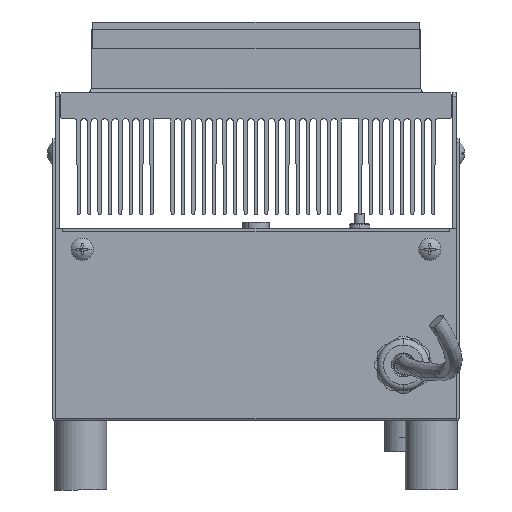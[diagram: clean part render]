
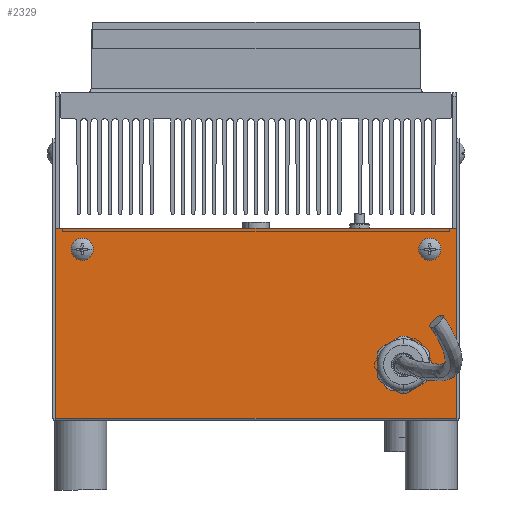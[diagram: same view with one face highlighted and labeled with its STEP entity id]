
A CAD part, left-side view. The second image highlights one B-rep face of the part: STEP entity #2329.
In plain terms, the highlighted planar face has unit normal (-1, 0, 0).
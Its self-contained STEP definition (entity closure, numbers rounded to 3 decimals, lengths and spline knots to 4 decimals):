
#95 = VERTEX_POINT ( 'NONE', #32335 ) ;
#592 = DIRECTION ( 'NONE',  ( 0., -1., 0. ) ) ;
#828 = LINE ( 'NONE', #21482, #32260 ) ;
#1679 = DIRECTION ( 'NONE',  ( 0., 0., -1. ) ) ;
#2329 = ADVANCED_FACE ( 'NONE', ( #52629, #2775, #51155, #38660 ), #60397, .F. ) ;
#2775 = FACE_BOUND ( 'NONE', #47606, .T. ) ;
#2908 = ORIENTED_EDGE ( 'NONE', *, *, #29390, .T. ) ;
#3047 = DIRECTION ( 'NONE',  ( 0., -1., 0. ) ) ;
#3145 = VECTOR ( 'NONE', #46081, 39.3701 ) ;
#3436 = EDGE_CURVE ( 'NONE', #44018, #43797, #19553, .T. ) ;
#3868 = CARTESIAN_POINT ( 'NONE',  ( -1.1752, -7.8152, 3.0333 ) ) ;
#4567 = VECTOR ( 'NONE', #592, 39.3701 ) ;
#5177 = EDGE_CURVE ( 'NONE', #48916, #55259, #7310, .T. ) ;
#5289 = CIRCLE ( 'NONE', #22777, 0.078 ) ;
#5339 = ORIENTED_EDGE ( 'NONE', *, *, #31971, .T. ) ;
#5820 = DIRECTION ( 'NONE',  ( 1., 0., 0. ) ) ;
#6183 = ORIENTED_EDGE ( 'NONE', *, *, #30904, .F. ) ;
#7310 = LINE ( 'NONE', #9003, #55691 ) ;
#7767 = CARTESIAN_POINT ( 'NONE',  ( -1.1752, -10.3152, 3.3917 ) ) ;
#8981 = DIRECTION ( 'NONE',  ( 1., 0., 0. ) ) ;
#9003 = CARTESIAN_POINT ( 'NONE',  ( -1.1752, -4.9352, 1.0083 ) ) ;
#9864 = CARTESIAN_POINT ( 'NONE',  ( -1.1752, -5.3152, 3.4697 ) ) ;
#10329 = CARTESIAN_POINT ( 'NONE',  ( -1.1752, -9.9352, 1.8083 ) ) ;
#11044 = VERTEX_POINT ( 'NONE', #28622 ) ;
#11075 = AXIS2_PLACEMENT_3D ( 'NONE', #3868, #8981, #41700 ) ;
#12545 = CARTESIAN_POINT ( 'NONE',  ( -1.1752, -10.6952, 3.7697 ) ) ;
#13490 = CARTESIAN_POINT ( 'NONE',  ( -1.1752, -5.3152, 3.3917 ) ) ;
#14546 = DIRECTION ( 'NONE',  ( 0., 0., -1. ) ) ;
#14997 = DIRECTION ( 'NONE',  ( 0., 0., 1. ) ) ;
#15254 = CIRCLE ( 'NONE', #39438, 0.078 ) ;
#15368 = VERTEX_POINT ( 'NONE', #44447 ) ;
#15601 = ORIENTED_EDGE ( 'NONE', *, *, #38659, .F. ) ;
#16000 = CIRCLE ( 'NONE', #41098, 0.078 ) ;
#17523 = DIRECTION ( 'NONE',  ( 1., 0., 0. ) ) ;
#17774 = EDGE_CURVE ( 'NONE', #43797, #44018, #15254, .T. ) ;
#18061 = ORIENTED_EDGE ( 'NONE', *, *, #5177, .T. ) ;
#19334 = ORIENTED_EDGE ( 'NONE', *, *, #58721, .T. ) ;
#19495 = ORIENTED_EDGE ( 'NONE', *, *, #26627, .F. ) ;
#19553 = CIRCLE ( 'NONE', #35758, 0.078 ) ;
#20399 = EDGE_LOOP ( 'NONE', ( #19334, #36236 ) ) ;
#21482 = CARTESIAN_POINT ( 'NONE',  ( -1.1752, -10.6952, 1.0383 ) ) ;
#22777 = AXIS2_PLACEMENT_3D ( 'NONE', #57818, #29701, #1679 ) ;
#24645 = DIRECTION ( 'NONE',  ( -1., 0., 0. ) ) ;
#24650 = VERTEX_POINT ( 'NONE', #49171 ) ;
#25710 = CIRCLE ( 'NONE', #54454, 0.3125 ) ;
#26562 = LINE ( 'NONE', #41357, #3145 ) ;
#26627 = EDGE_CURVE ( 'NONE', #95, #15368, #50541, .T. ) ;
#28622 = CARTESIAN_POINT ( 'NONE',  ( -1.1752, -10.6952, 1.0383 ) ) ;
#29390 = EDGE_CURVE ( 'NONE', #11044, #44956, #26562, .T. ) ;
#29480 = CARTESIAN_POINT ( 'NONE',  ( -1.1752, -4.9352, 1.0383 ) ) ;
#29701 = DIRECTION ( 'NONE',  ( 1., 0., 0. ) ) ;
#30904 = EDGE_CURVE ( 'NONE', #48916, #44956, #54416, .T. ) ;
#31971 = EDGE_CURVE ( 'NONE', #55259, #11044, #828, .T. ) ;
#32260 = VECTOR ( 'NONE', #3047, 39.3701 ) ;
#32335 = CARTESIAN_POINT ( 'NONE',  ( -1.1752, -9.9352, 1.4958 ) ) ;
#33851 = CARTESIAN_POINT ( 'NONE',  ( -1.1752, -10.3152, 3.4697 ) ) ;
#35758 = AXIS2_PLACEMENT_3D ( 'NONE', #45558, #17523, #50294 ) ;
#36236 = ORIENTED_EDGE ( 'NONE', *, *, #40352, .T. ) ;
#37005 = DIRECTION ( 'NONE',  ( 0., 0., -1. ) ) ;
#38241 = CARTESIAN_POINT ( 'NONE',  ( -1.1752, -5.3152, 3.5477 ) ) ;
#38548 = DIRECTION ( 'NONE',  ( 0., 0., -1. ) ) ;
#38659 = EDGE_CURVE ( 'NONE', #15368, #95, #25710, .T. ) ;
#38660 = FACE_OUTER_BOUND ( 'NONE', #44012, .T. ) ;
#39438 = AXIS2_PLACEMENT_3D ( 'NONE', #9864, #42607, #14546 ) ;
#40352 = EDGE_CURVE ( 'NONE', #24650, #54065, #16000, .T. ) ;
#41098 = AXIS2_PLACEMENT_3D ( 'NONE', #33851, #5820, #38548 ) ;
#41357 = CARTESIAN_POINT ( 'NONE',  ( -1.1752, -10.6952, 1.0383 ) ) ;
#41606 = ORIENTED_EDGE ( 'NONE', *, *, #3436, .T. ) ;
#41700 = DIRECTION ( 'NONE',  ( 0., 0., -1. ) ) ;
#42607 = DIRECTION ( 'NONE',  ( 1., 0., 0. ) ) ;
#43074 = DIRECTION ( 'NONE',  ( -1., 0., 0. ) ) ;
#43797 = VERTEX_POINT ( 'NONE', #13490 ) ;
#44012 = EDGE_LOOP ( 'NONE', ( #18061, #5339, #2908, #6183 ) ) ;
#44018 = VERTEX_POINT ( 'NONE', #38241 ) ;
#44447 = CARTESIAN_POINT ( 'NONE',  ( -1.1752, -9.9352, 2.1208 ) ) ;
#44956 = VERTEX_POINT ( 'NONE', #12545 ) ;
#45015 = ORIENTED_EDGE ( 'NONE', *, *, #17774, .T. ) ;
#45477 = EDGE_LOOP ( 'NONE', ( #15601, #19495 ) ) ;
#45558 = CARTESIAN_POINT ( 'NONE',  ( -1.1752, -5.3152, 3.4697 ) ) ;
#45931 = CARTESIAN_POINT ( 'NONE',  ( -1.1752, -4.9352, 3.7697 ) ) ;
#46081 = DIRECTION ( 'NONE',  ( 0., 0., 1. ) ) ;
#47606 = EDGE_LOOP ( 'NONE', ( #45015, #41606 ) ) ;
#48916 = VERTEX_POINT ( 'NONE', #45931 ) ;
#49171 = CARTESIAN_POINT ( 'NONE',  ( -1.1752, -10.3152, 3.5477 ) ) ;
#50294 = DIRECTION ( 'NONE',  ( 0., 0., -1. ) ) ;
#50541 = CIRCLE ( 'NONE', #52776, 0.3125 ) ;
#51155 = FACE_BOUND ( 'NONE', #20399, .T. ) ;
#52629 = FACE_BOUND ( 'NONE', #45477, .T. ) ;
#52688 = CARTESIAN_POINT ( 'NONE',  ( -1.1752, -9.9352, 1.8083 ) ) ;
#52776 = AXIS2_PLACEMENT_3D ( 'NONE', #52688, #24645, #57444 ) ;
#54065 = VERTEX_POINT ( 'NONE', #7767 ) ;
#54416 = LINE ( 'NONE', #56929, #4567 ) ;
#54454 = AXIS2_PLACEMENT_3D ( 'NONE', #10329, #43074, #14997 ) ;
#55259 = VERTEX_POINT ( 'NONE', #29480 ) ;
#55691 = VECTOR ( 'NONE', #37005, 39.3701 ) ;
#56929 = CARTESIAN_POINT ( 'NONE',  ( -1.1752, -10.6952, 3.7697 ) ) ;
#57444 = DIRECTION ( 'NONE',  ( 0., 0., 1. ) ) ;
#57818 = CARTESIAN_POINT ( 'NONE',  ( -1.1752, -10.3152, 3.4697 ) ) ;
#58721 = EDGE_CURVE ( 'NONE', #54065, #24650, #5289, .T. ) ;
#60397 = PLANE ( 'NONE',  #11075 ) ;
